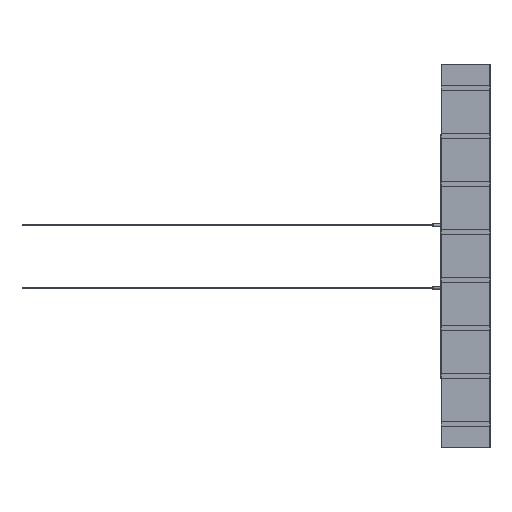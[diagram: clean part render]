
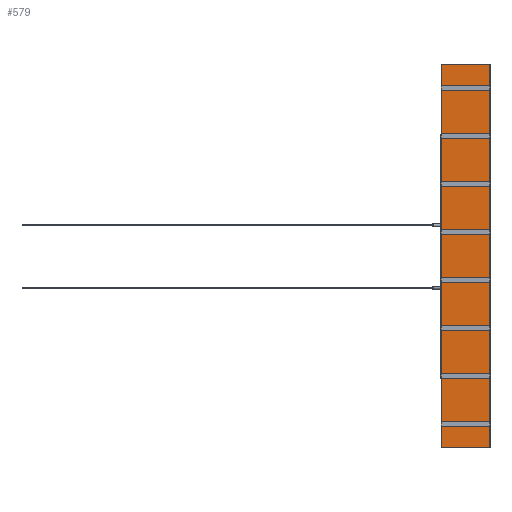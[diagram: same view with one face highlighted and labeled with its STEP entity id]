
A CAD part, left-side view. The second image highlights one B-rep face of the part: STEP entity #579.
In plain terms, the highlighted planar face has unit normal (-1, 0, 0).
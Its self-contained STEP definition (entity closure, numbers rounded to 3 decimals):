
#579=ADVANCED_FACE('',(#953),#4381,.T.);
#953=FACE_OUTER_BOUND('',#1329,.T.);
#1329=EDGE_LOOP('',(#2529,#2530,#2531,#2532));
#2529=ORIENTED_EDGE('',*,*,#3445,.T.);
#2530=ORIENTED_EDGE('',*,*,#3446,.T.);
#2531=ORIENTED_EDGE('',*,*,#3447,.F.);
#2532=ORIENTED_EDGE('',*,*,#3448,.F.);
#3445=EDGE_CURVE('',#3997,#3998,#5002,.T.);
#3446=EDGE_CURVE('',#3998,#3999,#5003,.T.);
#3447=EDGE_CURVE('',#4000,#3999,#5004,.T.);
#3448=EDGE_CURVE('',#3997,#4000,#5005,.T.);
#3997=VERTEX_POINT('',#7726);
#3998=VERTEX_POINT('',#7727);
#3999=VERTEX_POINT('',#7728);
#4000=VERTEX_POINT('',#7729);
#4381=PLANE('',#5535);
#5002=B_SPLINE_CURVE_WITH_KNOTS('',1,(#7734,#7735),.UNSPECIFIED.,.F.,.F.,
(2,2),(-945.2,-478.3),.UNSPECIFIED.);
#5003=B_SPLINE_CURVE_WITH_KNOTS('',1,(#7736,#7737),.UNSPECIFIED.,.F.,.F.,
(2,2),(0.,330.291),.UNSPECIFIED.);
#5004=B_SPLINE_CURVE_WITH_KNOTS('',1,(#7738,#7739),.UNSPECIFIED.,.F.,.F.,
(2,2),(-945.2,-478.3),.UNSPECIFIED.);
#5005=B_SPLINE_CURVE_WITH_KNOTS('',1,(#7740,#7741),.UNSPECIFIED.,.F.,.F.,
(2,2),(0.,330.291),.UNSPECIFIED.);
#5535=AXIS2_PLACEMENT_3D('',#7720,#5874,$);
#5874=DIRECTION('',(-1.,0.,0.));
#7720=CARTESIAN_POINT('',(-906.825,-49.676,-232.821));
#7726=CARTESIAN_POINT('',(-906.825,-49.676,-232.821));
#7727=CARTESIAN_POINT('',(-906.825,-49.676,234.079));
#7728=CARTESIAN_POINT('',(-906.825,9.897,234.079));
#7729=CARTESIAN_POINT('',(-906.825,9.897,-232.821));
#7734=CARTESIAN_POINT('',(-906.825,-49.676,-232.821));
#7735=CARTESIAN_POINT('',(-906.825,-49.676,234.079));
#7736=CARTESIAN_POINT('',(-906.825,-49.676,234.079));
#7737=CARTESIAN_POINT('',(-906.825,9.897,234.079));
#7738=CARTESIAN_POINT('',(-906.825,9.897,-232.821));
#7739=CARTESIAN_POINT('',(-906.825,9.897,234.079));
#7740=CARTESIAN_POINT('',(-906.825,-49.676,-232.821));
#7741=CARTESIAN_POINT('',(-906.825,9.897,-232.821));
